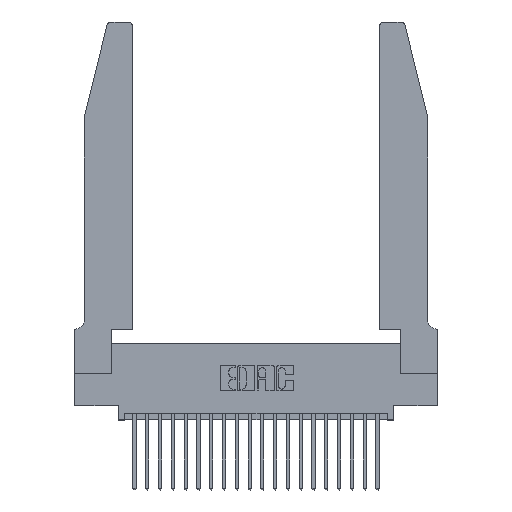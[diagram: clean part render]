
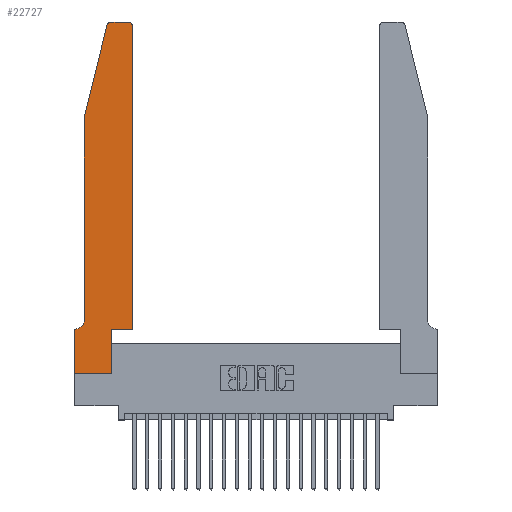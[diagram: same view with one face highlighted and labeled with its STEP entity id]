
A CAD part, top view. The second image highlights one B-rep face of the part: STEP entity #22727.
In plain terms, the highlighted planar face has unit normal (0, 0, 1).
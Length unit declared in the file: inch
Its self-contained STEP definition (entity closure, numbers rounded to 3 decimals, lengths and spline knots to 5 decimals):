
#406 = VECTOR ( 'NONE', #16772, 39.37008 ) ;
#435 = CARTESIAN_POINT ( 'NONE',  ( 0.4205, 2.72, 0.37 ) ) ;
#1140 = VECTOR ( 'NONE', #10669, 39.37008 ) ;
#1332 = DIRECTION ( 'NONE',  ( -0.239, -0.971, 0. ) ) ;
#1447 = LINE ( 'NONE', #20490, #14971 ) ;
#1728 = ORIENTED_EDGE ( 'NONE', *, *, #20492, .T. ) ;
#1797 = LINE ( 'NONE', #4902, #15880 ) ;
#1829 = CARTESIAN_POINT ( 'NONE',  ( 0.0055, 0.42, 0.37 ) ) ;
#1880 = EDGE_LOOP ( 'NONE', ( #14148, #15737, #15985, #12143, #16961, #1728, #3904, #21482, #19515, #12940, #3222, #8004 ) ) ;
#1928 = EDGE_CURVE ( 'NONE', #5479, #3849, #8608, .T. ) ;
#1931 = VERTEX_POINT ( 'NONE', #3239 ) ;
#2129 = CARTESIAN_POINT ( 'NONE',  ( 0.2865, 0.35, 0.37 ) ) ;
#2360 = DIRECTION ( 'NONE',  ( 1., 0., 0. ) ) ;
#2389 = VECTOR ( 'NONE', #7032, 39.37008 ) ;
#2467 = VERTEX_POINT ( 'NONE', #11929 ) ;
#2881 = EDGE_CURVE ( 'NONE', #18921, #9570, #5991, .T. ) ;
#3222 = ORIENTED_EDGE ( 'NONE', *, *, #23523, .T. ) ;
#3239 = CARTESIAN_POINT ( 'NONE',  ( 0.4505, 2.72, 0.37 ) ) ;
#3726 = DIRECTION ( 'NONE',  ( -1., 0., 0. ) ) ;
#3849 = VERTEX_POINT ( 'NONE', #10840 ) ;
#3904 = ORIENTED_EDGE ( 'NONE', *, *, #11585, .T. ) ;
#4188 = EDGE_CURVE ( 'NONE', #1931, #17254, #5600, .T. ) ;
#4500 = VECTOR ( 'NONE', #17769, 39.37008 ) ;
#4771 = CARTESIAN_POINT ( 'NONE',  ( 0., 0.35, 0.37 ) ) ;
#4902 = CARTESIAN_POINT ( 'NONE',  ( 0., 0., 0.37 ) ) ;
#5239 = CARTESIAN_POINT ( 'NONE',  ( 0.0755, 0.35, 0.37 ) ) ;
#5479 = VERTEX_POINT ( 'NONE', #8184 ) ;
#5600 = CIRCLE ( 'NONE', #8551, 0.03 ) ;
#5936 = CARTESIAN_POINT ( 'NONE',  ( 0.0755, 2., 0.37 ) ) ;
#5991 = LINE ( 'NONE', #2129, #406 ) ;
#6109 = LINE ( 'NONE', #19565, #1140 ) ;
#6363 = CARTESIAN_POINT ( 'NONE',  ( 0.284, 2.75, 0.37 ) ) ;
#6456 = EDGE_CURVE ( 'NONE', #10097, #2467, #18008, .T. ) ;
#6638 = DIRECTION ( 'NONE',  ( 0., -1., 0. ) ) ;
#6801 = DIRECTION ( 'NONE',  ( 1., 0., 0. ) ) ;
#7032 = DIRECTION ( 'NONE',  ( -1., 0., 0. ) ) ;
#7091 = DIRECTION ( 'NONE',  ( 0., 0., 1. ) ) ;
#7110 = VERTEX_POINT ( 'NONE', #7467 ) ;
#7288 = VERTEX_POINT ( 'NONE', #6363 ) ;
#7467 = CARTESIAN_POINT ( 'NONE',  ( 0., 0., 0.37 ) ) ;
#7746 = CARTESIAN_POINT ( 'NONE',  ( 0.2865, 0.35, 0.37 ) ) ;
#8004 = ORIENTED_EDGE ( 'NONE', *, *, #4188, .T. ) ;
#8184 = CARTESIAN_POINT ( 'NONE',  ( 0.25487, 2.72718, 0.37 ) ) ;
#8551 = AXIS2_PLACEMENT_3D ( 'NONE', #435, #13397, #2360 ) ;
#8608 = LINE ( 'NONE', #10606, #12916 ) ;
#8682 = FACE_OUTER_BOUND ( 'NONE', #1880, .T. ) ;
#9570 = VERTEX_POINT ( 'NONE', #7746 ) ;
#9576 = EDGE_CURVE ( 'NONE', #3849, #10097, #12838, .T. ) ;
#9641 = DIRECTION ( 'NONE',  ( 0., -1., 0. ) ) ;
#9779 = DIRECTION ( 'NONE',  ( 0., 1., 0. ) ) ;
#10024 = EDGE_CURVE ( 'NONE', #7288, #5479, #10276, .T. ) ;
#10097 = VERTEX_POINT ( 'NONE', #16339 ) ;
#10276 = CIRCLE ( 'NONE', #17129, 0.03 ) ;
#10606 = CARTESIAN_POINT ( 'NONE',  ( 0.0755, 2., 0.37 ) ) ;
#10669 = DIRECTION ( 'NONE',  ( -1., 0., 0. ) ) ;
#10840 = CARTESIAN_POINT ( 'NONE',  ( 0.0755, 2., 0.37 ) ) ;
#11267 = DIRECTION ( 'NONE',  ( 1., 0., 0. ) ) ;
#11585 = EDGE_CURVE ( 'NONE', #13502, #7110, #1797, .T. ) ;
#11929 = CARTESIAN_POINT ( 'NONE',  ( 0.0055, 0.35, 0.37 ) ) ;
#12143 = ORIENTED_EDGE ( 'NONE', *, *, #9576, .T. ) ;
#12287 = CARTESIAN_POINT ( 'NONE',  ( 0., 0.35, 0.37 ) ) ;
#12352 = CARTESIAN_POINT ( 'NONE',  ( 0.4505, 0.35, 0.37 ) ) ;
#12838 = LINE ( 'NONE', #5936, #21751 ) ;
#12916 = VECTOR ( 'NONE', #1332, 39.37008 ) ;
#12928 = EDGE_CURVE ( 'NONE', #17254, #7288, #6109, .T. ) ;
#12940 = ORIENTED_EDGE ( 'NONE', *, *, #19260, .T. ) ;
#13397 = DIRECTION ( 'NONE',  ( 0., 0., 1. ) ) ;
#13502 = VERTEX_POINT ( 'NONE', #4771 ) ;
#14092 = PLANE ( 'NONE',  #20782 ) ;
#14148 = ORIENTED_EDGE ( 'NONE', *, *, #12928, .T. ) ;
#14383 = AXIS2_PLACEMENT_3D ( 'NONE', #1829, #14694, #3726 ) ;
#14521 = LINE ( 'NONE', #21965, #19797 ) ;
#14694 = DIRECTION ( 'NONE',  ( 0., 0., -1. ) ) ;
#14971 = VECTOR ( 'NONE', #9779, 39.37008 ) ;
#15737 = ORIENTED_EDGE ( 'NONE', *, *, #10024, .T. ) ;
#15880 = VECTOR ( 'NONE', #6638, 39.37008 ) ;
#15985 = ORIENTED_EDGE ( 'NONE', *, *, #1928, .T. ) ;
#16229 = EDGE_CURVE ( 'NONE', #7110, #18921, #14521, .T. ) ;
#16339 = CARTESIAN_POINT ( 'NONE',  ( 0.0755, 0.42, 0.37 ) ) ;
#16772 = DIRECTION ( 'NONE',  ( 0., 1., 0. ) ) ;
#16961 = ORIENTED_EDGE ( 'NONE', *, *, #6456, .T. ) ;
#17129 = AXIS2_PLACEMENT_3D ( 'NONE', #17999, #7091, #19736 ) ;
#17254 = VERTEX_POINT ( 'NONE', #20831 ) ;
#17702 = DIRECTION ( 'NONE',  ( 0., 0., 1. ) ) ;
#17769 = DIRECTION ( 'NONE',  ( 1., 0., 0. ) ) ;
#17999 = CARTESIAN_POINT ( 'NONE',  ( 0.284, 2.72, 0.37 ) ) ;
#18008 = CIRCLE ( 'NONE', #14383, 0.07 ) ;
#18421 = LINE ( 'NONE', #12352, #4500 ) ;
#18628 = CARTESIAN_POINT ( 'NONE',  ( 0.4505, 0.35, 0.37 ) ) ;
#18921 = VERTEX_POINT ( 'NONE', #22171 ) ;
#19260 = EDGE_CURVE ( 'NONE', #9570, #20073, #18421, .T. ) ;
#19515 = ORIENTED_EDGE ( 'NONE', *, *, #2881, .T. ) ;
#19565 = CARTESIAN_POINT ( 'NONE',  ( 0.2605, 2.75, 0.37 ) ) ;
#19736 = DIRECTION ( 'NONE',  ( 1., 0., 0. ) ) ;
#19797 = VECTOR ( 'NONE', #11267, 39.37008 ) ;
#20073 = VERTEX_POINT ( 'NONE', #18628 ) ;
#20490 = CARTESIAN_POINT ( 'NONE',  ( 0.4505, 0.35, 0.37 ) ) ;
#20492 = EDGE_CURVE ( 'NONE', #2467, #13502, #22244, .T. ) ;
#20782 = AXIS2_PLACEMENT_3D ( 'NONE', #12287, #17702, #6801 ) ;
#20831 = CARTESIAN_POINT ( 'NONE',  ( 0.4205, 2.75, 0.37 ) ) ;
#21482 = ORIENTED_EDGE ( 'NONE', *, *, #16229, .T. ) ;
#21751 = VECTOR ( 'NONE', #9641, 39.37008 ) ;
#21965 = CARTESIAN_POINT ( 'NONE',  ( 0., 0., 0.37 ) ) ;
#22171 = CARTESIAN_POINT ( 'NONE',  ( 0.2865, 0., 0.37 ) ) ;
#22244 = LINE ( 'NONE', #5239, #2389 ) ;
#22727 = ADVANCED_FACE ( 'NONE', ( #8682 ), #14092, .T. ) ;
#23523 = EDGE_CURVE ( 'NONE', #20073, #1931, #1447, .T. ) ;
